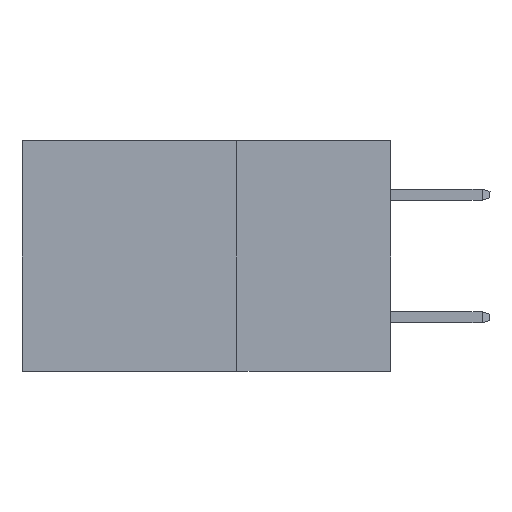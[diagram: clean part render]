
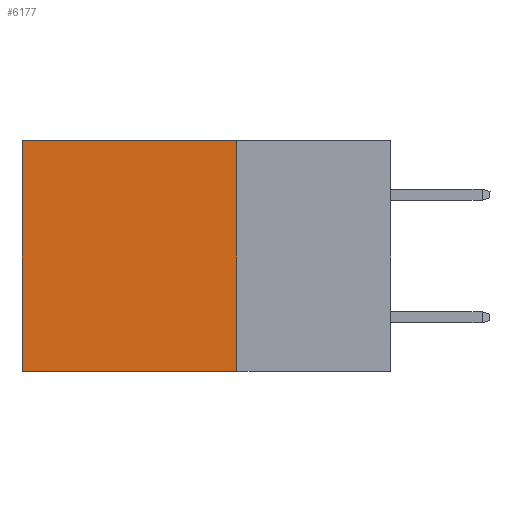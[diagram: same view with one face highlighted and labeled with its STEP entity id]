
A CAD part, left-side view. The second image highlights one B-rep face of the part: STEP entity #6177.
In plain terms, the highlighted planar face has unit normal (-1, 0, 0).
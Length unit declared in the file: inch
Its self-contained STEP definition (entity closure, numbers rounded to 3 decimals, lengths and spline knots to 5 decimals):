
#251 = ORIENTED_EDGE ( 'NONE', *, *, #1023, .T. ) ;
#1023 = EDGE_CURVE ( 'NONE', #1115, #7839, #9200, .T. ) ;
#1115 = VERTEX_POINT ( 'NONE', #8563 ) ;
#1268 = DIRECTION ( 'NONE',  ( 1., 0., 0. ) ) ;
#2056 = VECTOR ( 'NONE', #9587, 39.37008 ) ;
#3203 = CARTESIAN_POINT ( 'NONE',  ( 0.2875, 0.25, 0. ) ) ;
#3461 = DIRECTION ( 'NONE',  ( 0., 0., -1. ) ) ;
#3576 = DIRECTION ( 'NONE',  ( 0., 1., 0. ) ) ;
#3964 = LINE ( 'NONE', #7319, #5696 ) ;
#4079 = CARTESIAN_POINT ( 'NONE',  ( 0.2875, 0.6, -0.375 ) ) ;
#4148 = DIRECTION ( 'NONE',  ( 0., 0., -1. ) ) ;
#4328 = EDGE_CURVE ( 'NONE', #7839, #8327, #7016, .T. ) ;
#4337 = LINE ( 'NONE', #6560, #6188 ) ;
#4504 = VERTEX_POINT ( 'NONE', #6834 ) ;
#4549 = ORIENTED_EDGE ( 'NONE', *, *, #9713, .F. ) ;
#4596 = VECTOR ( 'NONE', #6258, 39.37008 ) ;
#4734 = FACE_OUTER_BOUND ( 'NONE', #6030, .T. ) ;
#4904 = AXIS2_PLACEMENT_3D ( 'NONE', #5779, #1268, #3461 ) ;
#5696 = VECTOR ( 'NONE', #4148, 39.37008 ) ;
#5712 = ORIENTED_EDGE ( 'NONE', *, *, #4328, .T. ) ;
#5779 = CARTESIAN_POINT ( 'NONE',  ( 0.2875, 0.25, -0.375 ) ) ;
#6030 = EDGE_LOOP ( 'NONE', ( #5712, #4549, #6758, #251 ) ) ;
#6177 = ADVANCED_FACE ( 'NONE', ( #4734 ), #6415, .F. ) ;
#6188 = VECTOR ( 'NONE', #3576, 39.37008 ) ;
#6190 = EDGE_CURVE ( 'NONE', #1115, #4504, #3964, .T. ) ;
#6258 = DIRECTION ( 'NONE',  ( 0., 1., 0. ) ) ;
#6415 = PLANE ( 'NONE',  #4904 ) ;
#6560 = CARTESIAN_POINT ( 'NONE',  ( 0.2875, 0.25, -0.375 ) ) ;
#6758 = ORIENTED_EDGE ( 'NONE', *, *, #6190, .F. ) ;
#6834 = CARTESIAN_POINT ( 'NONE',  ( 0.2875, 0.25, -0.375 ) ) ;
#7016 = LINE ( 'NONE', #8170, #2056 ) ;
#7319 = CARTESIAN_POINT ( 'NONE',  ( 0.2875, 0.25, -0.375 ) ) ;
#7839 = VERTEX_POINT ( 'NONE', #9576 ) ;
#8170 = CARTESIAN_POINT ( 'NONE',  ( 0.2875, 0.6, -0.375 ) ) ;
#8327 = VERTEX_POINT ( 'NONE', #4079 ) ;
#8563 = CARTESIAN_POINT ( 'NONE',  ( 0.2875, 0.25, 0. ) ) ;
#9200 = LINE ( 'NONE', #3203, #4596 ) ;
#9576 = CARTESIAN_POINT ( 'NONE',  ( 0.2875, 0.6, 0. ) ) ;
#9587 = DIRECTION ( 'NONE',  ( 0., 0., -1. ) ) ;
#9713 = EDGE_CURVE ( 'NONE', #4504, #8327, #4337, .T. ) ;
